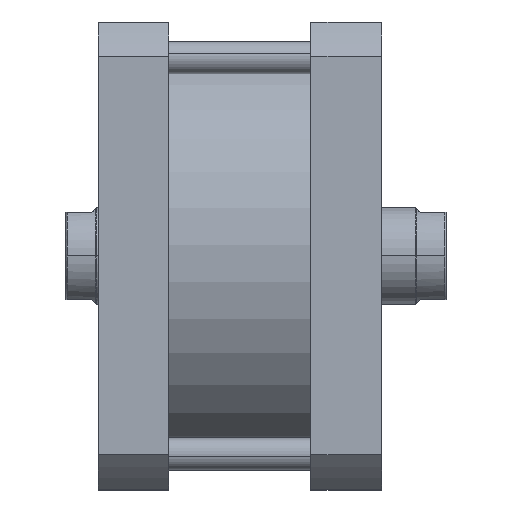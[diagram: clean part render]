
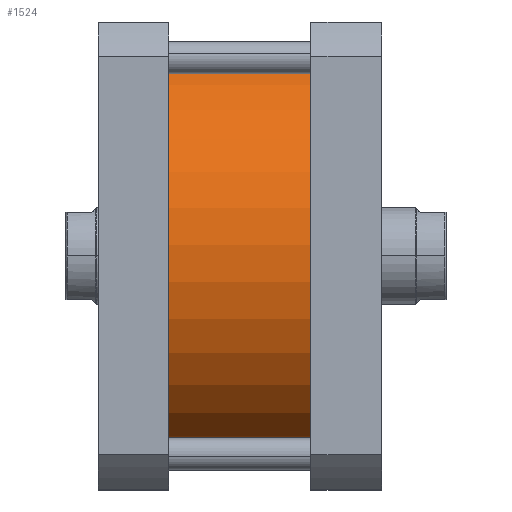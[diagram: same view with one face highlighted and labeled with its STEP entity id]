
A CAD part, top view. The second image highlights one B-rep face of the part: STEP entity #1524.
In plain terms, the highlighted cylindrical face has radius 66.5 mm (diameter 133 mm), a partial arc.
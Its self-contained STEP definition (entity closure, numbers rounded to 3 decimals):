
#76 = VERTEX_POINT ( 'NONE', #3838 ) ;
#81 = VERTEX_POINT ( 'NONE', #3811 ) ;
#89 = VERTEX_POINT ( 'NONE', #3799 ) ;
#291 = VERTEX_POINT ( 'NONE', #5383 ) ;
#1524 = ADVANCED_FACE ( 'NONE', ( #1796 ), #1797, .T. ) ;
#1796 = FACE_OUTER_BOUND ( 'NONE', #4709, .T. ) ;
#1797 = CYLINDRICAL_SURFACE ( 'NONE', #4597, 66.5 ) ;
#2277 = CIRCLE ( 'NONE', #3784, 66.5 ) ;
#2321 = LINE ( 'NONE', #2904, #2322 ) ;
#2322 = VECTOR ( 'NONE', #2905, 1000. ) ;
#2465 = CIRCLE ( 'NONE', #4789, 66.5 ) ;
#2494 = LINE ( 'NONE', #3199, #2507 ) ;
#2507 = VECTOR ( 'NONE', #3203, 1000. ) ;
#2822 = CARTESIAN_POINT ( 'NONE',  ( 0., 0., 44. ) ) ;
#2823 = DIRECTION ( 'NONE',  ( 0., 0., 1. ) ) ;
#2824 = DIRECTION ( 'NONE',  ( 1., 0., 0. ) ) ;
#2904 = CARTESIAN_POINT ( 'NONE',  ( 66.5, 0., 44. ) ) ;
#2905 = DIRECTION ( 'NONE',  ( 0., 0., -1. ) ) ;
#3129 = CARTESIAN_POINT ( 'NONE',  ( 0., 0., 0. ) ) ;
#3136 = DIRECTION ( 'NONE',  ( 0., 0., 1. ) ) ;
#3137 = DIRECTION ( 'NONE',  ( 1., 0., 0. ) ) ;
#3199 = CARTESIAN_POINT ( 'NONE',  ( -66.5, 0., 44. ) ) ;
#3203 = DIRECTION ( 'NONE',  ( 0., 0., -1. ) ) ;
#3784 = AXIS2_PLACEMENT_3D ( 'NONE', #2822, #2823, #2824 ) ;
#3799 = CARTESIAN_POINT ( 'NONE',  ( 66.5, 0., 44. ) ) ;
#3811 = CARTESIAN_POINT ( 'NONE',  ( -66.5, 0., 44. ) ) ;
#3838 = CARTESIAN_POINT ( 'NONE',  ( -66.5, 0., 0. ) ) ;
#4201 = EDGE_CURVE ( 'NONE', #81, #89, #2277, .T. ) ;
#4233 = EDGE_CURVE ( 'NONE', #89, #291, #2321, .T. ) ;
#4326 = EDGE_CURVE ( 'NONE', #76, #291, #2465, .T. ) ;
#4353 = EDGE_CURVE ( 'NONE', #81, #76, #2494, .T. ) ;
#4597 = AXIS2_PLACEMENT_3D ( 'NONE', #5823, #6187, #6186 ) ;
#4709 = EDGE_LOOP ( 'NONE', ( #4973, #5057, #5064, #5146 ) ) ;
#4789 = AXIS2_PLACEMENT_3D ( 'NONE', #3129, #3136, #3137 ) ;
#4973 = ORIENTED_EDGE ( 'NONE', *, *, #4233, .F. ) ;
#5057 = ORIENTED_EDGE ( 'NONE', *, *, #4201, .F. ) ;
#5064 = ORIENTED_EDGE ( 'NONE', *, *, #4353, .T. ) ;
#5146 = ORIENTED_EDGE ( 'NONE', *, *, #4326, .T. ) ;
#5383 = CARTESIAN_POINT ( 'NONE',  ( 66.5, 0., 0. ) ) ;
#5823 = CARTESIAN_POINT ( 'NONE',  ( 0., 0., 44. ) ) ;
#6186 = DIRECTION ( 'NONE',  ( -1., 0., 0. ) ) ;
#6187 = DIRECTION ( 'NONE',  ( 0., 0., -1. ) ) ;
